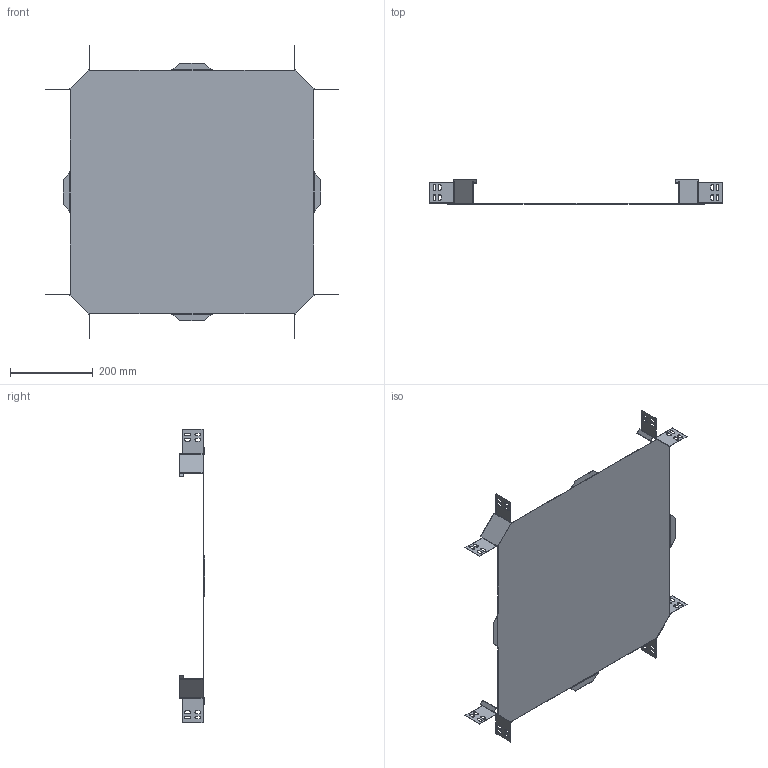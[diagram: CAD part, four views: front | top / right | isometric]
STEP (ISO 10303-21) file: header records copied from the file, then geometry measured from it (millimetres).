
FILE_DESCRIPTION (( 'STEP AP214' ), '1' );
FILE_NAME ('6043662.stp', '2018-10-02T14:00:59', ( '' ), ( '' ), 'SwSTEP 2.0', 'SolidWorks 2018', '' );
FILE_SCHEMA (( 'AUTOMOTIVE_DESIGN' ));
Length unit declared in the file: millimetre
Products named in the file (1): 6043662
Bounding box: 709.87 x 60.9 x 709.87 mm (x, y, z)
Volume: 272649.4 mm3; surface area: 782535.9 mm2
Topology: 1 solids, 1 shells, 347 faces, 971 edges, 626 vertices
Faces by surface type: plane 250, cylinder 81, bspline 16
Entity records: 11441 total; most frequent: CARTESIAN_POINT 2469, ORIENTED_EDGE 1942, DIRECTION 1701, EDGE_CURVE 971, LINE 713, VECTOR 713, VERTEX_POINT 626, AXIS2_PLACEMENT_3D 494
